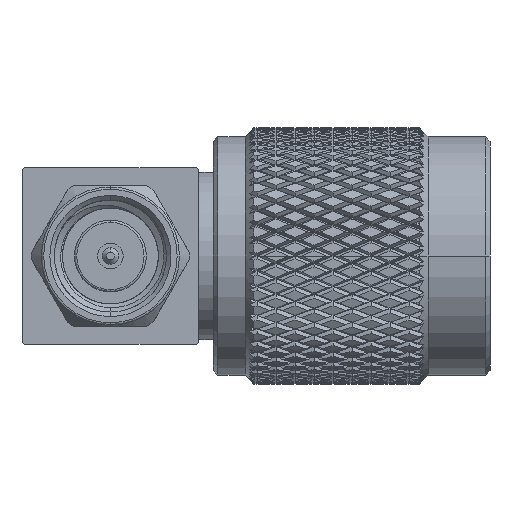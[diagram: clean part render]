
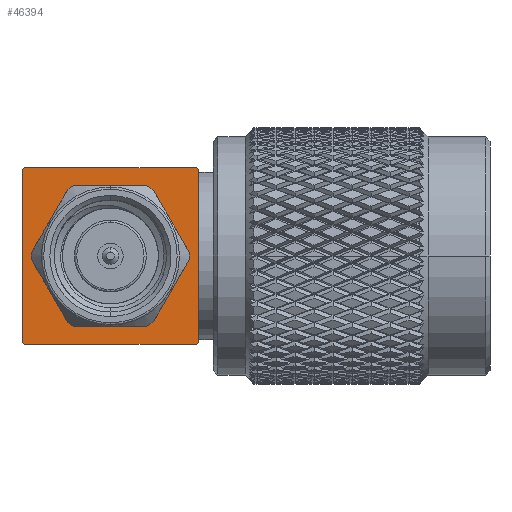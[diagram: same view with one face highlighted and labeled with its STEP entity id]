
A CAD part, left-side view. The second image highlights one B-rep face of the part: STEP entity #46394.
In plain terms, the highlighted face is planar.
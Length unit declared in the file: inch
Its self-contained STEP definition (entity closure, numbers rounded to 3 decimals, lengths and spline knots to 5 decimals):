
#3303 = AXIS2_PLACEMENT_3D ( 'NONE', #74296, #81856, #22524 ) ;
#3370 = VECTOR ( 'NONE', #99747, 39.37008 ) ;
#5246 = ORIENTED_EDGE ( 'NONE', *, *, #72307, .F. ) ;
#5887 = CARTESIAN_POINT ( 'NONE',  ( 1.043, -0.197, 0.189 ) ) ;
#6422 = DIRECTION ( 'NONE',  ( 0., 0., 1. ) ) ;
#7150 = DIRECTION ( 'NONE',  ( 0., 0., 1. ) ) ;
#8184 = CARTESIAN_POINT ( 'NONE',  ( 0.649, -0.197, 0.197 ) ) ;
#9687 = ORIENTED_EDGE ( 'NONE', *, *, #56028, .F. ) ;
#11491 = LINE ( 'NONE', #13180, #3370 ) ;
#12330 = CIRCLE ( 'NONE', #60726, 0.0905 ) ;
#12784 = VECTOR ( 'NONE', #21598, 39.37008 ) ;
#12942 = CIRCLE ( 'NONE', #3303, 0.008 ) ;
#13073 = CARTESIAN_POINT ( 'NONE',  ( 1.035, -0.197, 0.189 ) ) ;
#13180 = CARTESIAN_POINT ( 'NONE',  ( 1.043, -0.197, 0.197 ) ) ;
#14387 = LINE ( 'NONE', #92305, #41493 ) ;
#14952 = DIRECTION ( 'NONE',  ( 0., 0., 1. ) ) ;
#15857 = CARTESIAN_POINT ( 'NONE',  ( 0.657, -0.197, -0.189 ) ) ;
#16874 = CARTESIAN_POINT ( 'NONE',  ( 0.657, -0.197, -0.197 ) ) ;
#19545 = LINE ( 'NONE', #47270, #12784 ) ;
#20948 = CARTESIAN_POINT ( 'NONE',  ( 1.035, -0.197, -0.197 ) ) ;
#21598 = DIRECTION ( 'NONE',  ( 1., 0., 0. ) ) ;
#22524 = DIRECTION ( 'NONE',  ( 0., 0., 1. ) ) ;
#25338 = DIRECTION ( 'NONE',  ( 0., -1., 0. ) ) ;
#26008 = DIRECTION ( 'NONE',  ( 0., 0., 1. ) ) ;
#29569 = AXIS2_PLACEMENT_3D ( 'NONE', #13073, #92132, #14952 ) ;
#30806 = CARTESIAN_POINT ( 'NONE',  ( 0.649, -0.197, 0.189 ) ) ;
#30976 = EDGE_LOOP ( 'NONE', ( #59497, #39677, #5246, #74658, #108213, #100067, #99298, #84481 ) ) ;
#31391 = DIRECTION ( 'NONE',  ( 0., 0., 1. ) ) ;
#32559 = DIRECTION ( 'NONE',  ( 0., -1., 0. ) ) ;
#34258 = CIRCLE ( 'NONE', #29569, 0.008 ) ;
#35688 = EDGE_CURVE ( 'NONE', #56976, #95009, #41494, .T. ) ;
#37809 = VERTEX_POINT ( 'NONE', #93793 ) ;
#37888 = DIRECTION ( 'NONE',  ( 0., -1., 0. ) ) ;
#39677 = ORIENTED_EDGE ( 'NONE', *, *, #66357, .T. ) ;
#41493 = VECTOR ( 'NONE', #31391, 39.37008 ) ;
#41494 = CIRCLE ( 'NONE', #72363, 0.008 ) ;
#42842 = VERTEX_POINT ( 'NONE', #78356 ) ;
#43788 = CIRCLE ( 'NONE', #60176, 0.0905 ) ;
#44532 = VERTEX_POINT ( 'NONE', #70339 ) ;
#45022 = VECTOR ( 'NONE', #77882, 39.37008 ) ;
#46394 = ADVANCED_FACE ( 'NONE', ( #52211, #53505 ), #76993, .F. ) ;
#47270 = CARTESIAN_POINT ( 'NONE',  ( 0.649, -0.197, -0.197 ) ) ;
#47775 = LINE ( 'NONE', #78261, #45022 ) ;
#50764 = CARTESIAN_POINT ( 'NONE',  ( 1.043, -0.197, -0.189 ) ) ;
#50845 = VERTEX_POINT ( 'NONE', #102368 ) ;
#52211 = FACE_BOUND ( 'NONE', #104832, .T. ) ;
#53505 = FACE_OUTER_BOUND ( 'NONE', #30976, .T. ) ;
#56028 = EDGE_CURVE ( 'NONE', #50845, #70023, #12330, .T. ) ;
#56976 = VERTEX_POINT ( 'NONE', #20948 ) ;
#58079 = CIRCLE ( 'NONE', #81349, 0.008 ) ;
#58615 = EDGE_CURVE ( 'NONE', #44532, #63942, #58079, .T. ) ;
#59497 = ORIENTED_EDGE ( 'NONE', *, *, #111326, .T. ) ;
#59756 = CARTESIAN_POINT ( 'NONE',  ( 1.035, -0.197, -0.189 ) ) ;
#60176 = AXIS2_PLACEMENT_3D ( 'NONE', #93823, #32559, #93112 ) ;
#60726 = AXIS2_PLACEMENT_3D ( 'NONE', #107774, #37888, #98382 ) ;
#60808 = DIRECTION ( 'NONE',  ( 0., 1., 0. ) ) ;
#63942 = VERTEX_POINT ( 'NONE', #16874 ) ;
#66357 = EDGE_CURVE ( 'NONE', #105099, #37809, #34258, .T. ) ;
#70023 = VERTEX_POINT ( 'NONE', #75402 ) ;
#70339 = CARTESIAN_POINT ( 'NONE',  ( 0.649, -0.197, -0.189 ) ) ;
#72307 = EDGE_CURVE ( 'NONE', #42842, #37809, #47775, .T. ) ;
#72363 = AXIS2_PLACEMENT_3D ( 'NONE', #59756, #25338, #7150 ) ;
#74296 = CARTESIAN_POINT ( 'NONE',  ( 0.657, -0.197, 0.189 ) ) ;
#74658 = ORIENTED_EDGE ( 'NONE', *, *, #81885, .T. ) ;
#75402 = CARTESIAN_POINT ( 'NONE',  ( 0.846, -0.197, 0.0905 ) ) ;
#76334 = DIRECTION ( 'NONE',  ( 0., -1., 0. ) ) ;
#76664 = AXIS2_PLACEMENT_3D ( 'NONE', #8184, #60808, #26008 ) ;
#76993 = PLANE ( 'NONE',  #76664 ) ;
#77882 = DIRECTION ( 'NONE',  ( 1., 0., 0. ) ) ;
#78261 = CARTESIAN_POINT ( 'NONE',  ( 0.649, -0.197, 0.197 ) ) ;
#78356 = CARTESIAN_POINT ( 'NONE',  ( 0.657, -0.197, 0.197 ) ) ;
#78747 = VERTEX_POINT ( 'NONE', #30806 ) ;
#81349 = AXIS2_PLACEMENT_3D ( 'NONE', #15857, #76334, #6422 ) ;
#81856 = DIRECTION ( 'NONE',  ( 0., -1., 0. ) ) ;
#81885 = EDGE_CURVE ( 'NONE', #42842, #78747, #12942, .T. ) ;
#84481 = ORIENTED_EDGE ( 'NONE', *, *, #35688, .T. ) ;
#92132 = DIRECTION ( 'NONE',  ( 0., -1., 0. ) ) ;
#92305 = CARTESIAN_POINT ( 'NONE',  ( 0.649, -0.197, 0.197 ) ) ;
#93112 = DIRECTION ( 'NONE',  ( 0., 0., 1. ) ) ;
#93793 = CARTESIAN_POINT ( 'NONE',  ( 1.035, -0.197, 0.197 ) ) ;
#93823 = CARTESIAN_POINT ( 'NONE',  ( 0.846, -0.197, 0. ) ) ;
#95009 = VERTEX_POINT ( 'NONE', #50764 ) ;
#95704 = EDGE_CURVE ( 'NONE', #63942, #56976, #19545, .T. ) ;
#96476 = EDGE_CURVE ( 'NONE', #70023, #50845, #43788, .T. ) ;
#98382 = DIRECTION ( 'NONE',  ( 0., 0., 1. ) ) ;
#99298 = ORIENTED_EDGE ( 'NONE', *, *, #95704, .T. ) ;
#99747 = DIRECTION ( 'NONE',  ( 0., 0., 1. ) ) ;
#100067 = ORIENTED_EDGE ( 'NONE', *, *, #58615, .T. ) ;
#102368 = CARTESIAN_POINT ( 'NONE',  ( 0.846, -0.197, -0.0905 ) ) ;
#104539 = ORIENTED_EDGE ( 'NONE', *, *, #96476, .F. ) ;
#104832 = EDGE_LOOP ( 'NONE', ( #104539, #9687 ) ) ;
#105099 = VERTEX_POINT ( 'NONE', #5887 ) ;
#107774 = CARTESIAN_POINT ( 'NONE',  ( 0.846, -0.197, 0. ) ) ;
#108213 = ORIENTED_EDGE ( 'NONE', *, *, #109473, .F. ) ;
#109473 = EDGE_CURVE ( 'NONE', #44532, #78747, #14387, .T. ) ;
#111326 = EDGE_CURVE ( 'NONE', #95009, #105099, #11491, .T. ) ;
